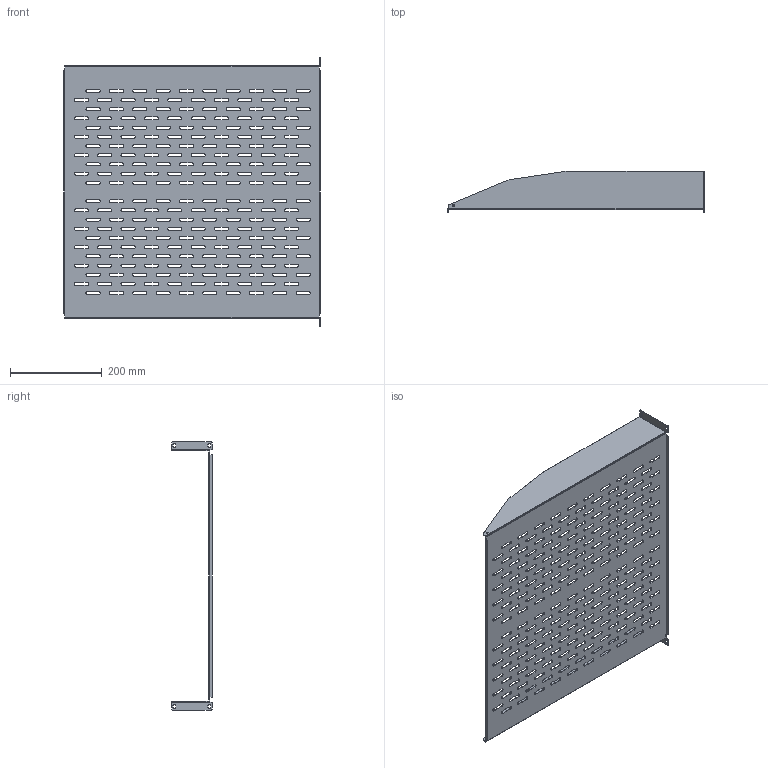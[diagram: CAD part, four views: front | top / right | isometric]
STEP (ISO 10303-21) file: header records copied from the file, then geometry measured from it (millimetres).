
FILE_DESCRIPTION (( 'STEP AP214' ), '1' );
FILE_NAME ('LC23INCSH2U-22_3D.step', '2024-04-04T23:20:26', ( '' ), ( '' ), 'SwSTEP 2.0', 'SolidWorks 2022', '' );
FILE_SCHEMA (( 'AUTOMOTIVE_DESIGN' ));
Length unit declared in the file: millimetre
Products named in the file (1): LC23INCSH2U-22_3D
Bounding box: 558.8 x 88.9 x 584.2 mm (x, y, z)
Volume: 523151.2 mm3; surface area: 724458.4 mm2
Topology: 1 solids, 1 shells, 988 faces, 2910 edges, 1924 vertices
Faces by surface type: plane 510, cylinder 478
Entity records: 34024 total; most frequent: DIRECTION 5844, CARTESIAN_POINT 5823, ORIENTED_EDGE 5820, EDGE_CURVE 2910, LINE 1954, VECTOR 1954, AXIS2_PLACEMENT_3D 1945, VERTEX_POINT 1924
